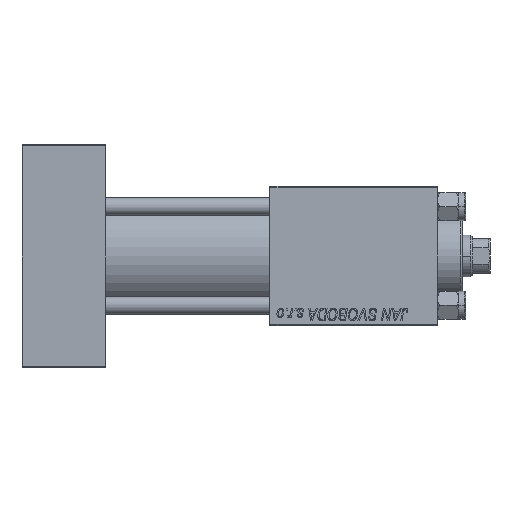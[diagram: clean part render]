
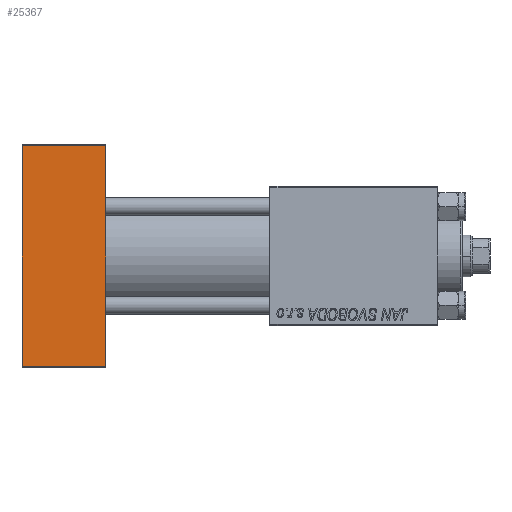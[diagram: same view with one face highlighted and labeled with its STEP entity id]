
A CAD part, front view. The second image highlights one B-rep face of the part: STEP entity #25367.
In plain terms, the highlighted planar face has unit normal (0, -1, 0).
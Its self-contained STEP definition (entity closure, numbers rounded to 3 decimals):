
#1828 = DIRECTION ( 'NONE',  ( 1., 0., 0. ) ) ;
#3473 = ORIENTED_EDGE ( 'NONE', *, *, #15135, .T. ) ;
#4075 = LINE ( 'NONE', #30547, #16278 ) ;
#5610 = LINE ( 'NONE', #36394, #20446 ) ;
#9688 = EDGE_CURVE ( 'NONE', #26890, #24531, #12811, .T. ) ;
#10216 = CARTESIAN_POINT ( 'NONE',  ( 0., -20., 31.5 ) ) ;
#12811 = LINE ( 'NONE', #38825, #24204 ) ;
#13764 = VERTEX_POINT ( 'NONE', #23715 ) ;
#15135 = EDGE_CURVE ( 'NONE', #42989, #13764, #24669, .T. ) ;
#16278 = VECTOR ( 'NONE', #45958, 1000. ) ;
#20446 = VECTOR ( 'NONE', #1828, 1000. ) ;
#23715 = CARTESIAN_POINT ( 'NONE',  ( 0., -20., -31.5 ) ) ;
#23972 = ORIENTED_EDGE ( 'NONE', *, *, #38836, .T. ) ;
#24204 = VECTOR ( 'NONE', #35033, 1000. ) ;
#24531 = VERTEX_POINT ( 'NONE', #31577 ) ;
#24669 = LINE ( 'NONE', #46663, #29903 ) ;
#25367 = ADVANCED_FACE ( 'NONE', ( #45418 ), #38096, .F. ) ;
#25467 = ORIENTED_EDGE ( 'NONE', *, *, #9688, .F. ) ;
#26890 = VERTEX_POINT ( 'NONE', #40813 ) ;
#28507 = EDGE_LOOP ( 'NONE', ( #3473, #44880, #25467, #23972 ) ) ;
#29903 = VECTOR ( 'NONE', #39103, 1000. ) ;
#30547 = CARTESIAN_POINT ( 'NONE',  ( 24., -20., 31.5 ) ) ;
#31264 = AXIS2_PLACEMENT_3D ( 'NONE', #34543, #49470, #38337 ) ;
#31577 = CARTESIAN_POINT ( 'NONE',  ( 24., -20., -31.5 ) ) ;
#34543 = CARTESIAN_POINT ( 'NONE',  ( 24., -20., 32. ) ) ;
#35033 = DIRECTION ( 'NONE',  ( 0., 0., -1. ) ) ;
#36394 = CARTESIAN_POINT ( 'NONE',  ( 24., -20., -31.5 ) ) ;
#38096 = PLANE ( 'NONE',  #31264 ) ;
#38337 = DIRECTION ( 'NONE',  ( 0., 0., 1. ) ) ;
#38825 = CARTESIAN_POINT ( 'NONE',  ( 24., -20., 32. ) ) ;
#38836 = EDGE_CURVE ( 'NONE', #26890, #42989, #4075, .T. ) ;
#39103 = DIRECTION ( 'NONE',  ( 0., 0., -1. ) ) ;
#40813 = CARTESIAN_POINT ( 'NONE',  ( 24., -20., 31.5 ) ) ;
#42989 = VERTEX_POINT ( 'NONE', #10216 ) ;
#43317 = EDGE_CURVE ( 'NONE', #13764, #24531, #5610, .T. ) ;
#44880 = ORIENTED_EDGE ( 'NONE', *, *, #43317, .T. ) ;
#45418 = FACE_OUTER_BOUND ( 'NONE', #28507, .T. ) ;
#45958 = DIRECTION ( 'NONE',  ( -1., 0., 0. ) ) ;
#46663 = CARTESIAN_POINT ( 'NONE',  ( 0., -20., 32. ) ) ;
#49470 = DIRECTION ( 'NONE',  ( 0., 1., 0. ) ) ;
